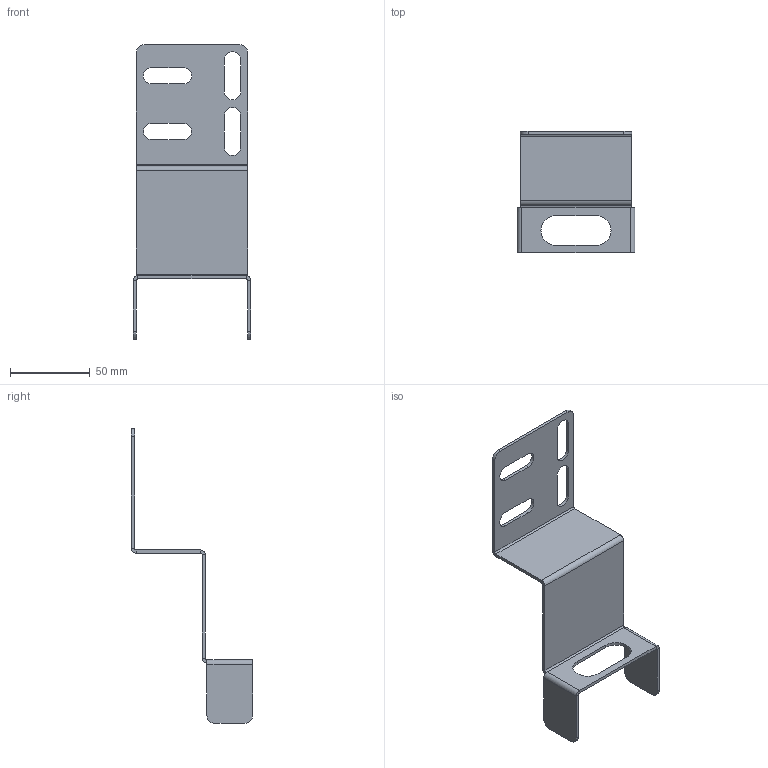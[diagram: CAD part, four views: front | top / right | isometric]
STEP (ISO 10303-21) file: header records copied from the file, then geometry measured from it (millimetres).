
FILE_DESCRIPTION((''),'2;1');
FILE_NAME('156754_SW','2011-10-06T',('banengservice'),('BANNER ENGINEERING'),'PRO/ENGINEER BY PARAMETRIC TECHNOLOGY CORPORATION, 2009141','PRO/ENGINEER BY PARAMETRIC TECHNOLOGY CORPORATION, 2009141','');
FILE_SCHEMA(('CONFIG_CONTROL_DESIGN'));
Length unit declared in the file: inch
Products named in the file (1): 156754_SW
Bounding box: 74 x 76.2 x 185.11 mm (x, y, z)
Volume: 31244.2 mm3; surface area: 33502.9 mm2
Topology: 1 solids, 1 shells, 274 faces, 755 edges, 490 vertices
Faces by surface type: plane 248, cylinder 26
Entity records: 8595 total; most frequent: CARTESIAN_POINT 1519, ORIENTED_EDGE 1510, DIRECTION 1359, EDGE_CURVE 755, VECTOR 699, LINE 699, VERTEX_POINT 490, AXIS2_PLACEMENT_3D 330
